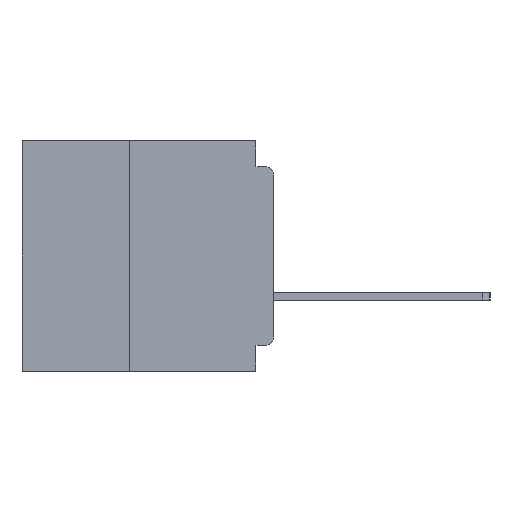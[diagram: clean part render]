
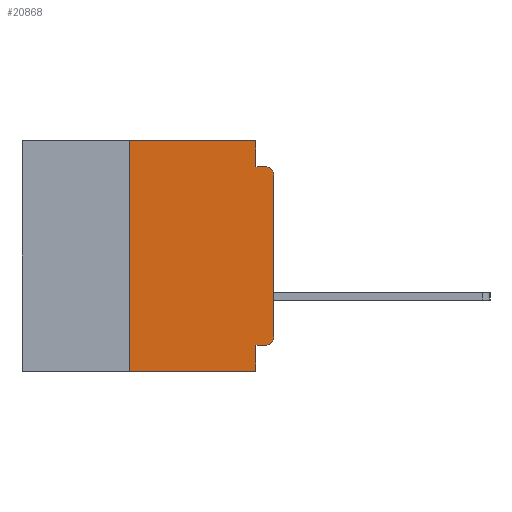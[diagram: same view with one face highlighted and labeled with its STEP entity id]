
A CAD part, left-side view. The second image highlights one B-rep face of the part: STEP entity #20868.
In plain terms, the highlighted planar face has unit normal (-1, 0, 0).
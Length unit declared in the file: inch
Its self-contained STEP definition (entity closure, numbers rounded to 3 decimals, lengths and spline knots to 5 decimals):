
#296 = ORIENTED_EDGE ( 'NONE', *, *, #34223, .T. ) ;
#411 = LINE ( 'NONE', #16295, #18750 ) ;
#750 = CARTESIAN_POINT ( 'NONE',  ( 0., 0.031, -0.4 ) ) ;
#903 = CARTESIAN_POINT ( 'NONE',  ( 0., 0.031, 0. ) ) ;
#969 = EDGE_CURVE ( 'NONE', #41852, #27299, #14357, .T. ) ;
#1255 = VECTOR ( 'NONE', #20339, 39.37008 ) ;
#1313 = AXIS2_PLACEMENT_3D ( 'NONE', #6912, #31063, #10392 ) ;
#1482 = CARTESIAN_POINT ( 'NONE',  ( 0., 0., -0.045 ) ) ;
#1682 = VECTOR ( 'NONE', #15233, 39.37008 ) ;
#2480 = CARTESIAN_POINT ( 'NONE',  ( 0., 0.031, -0.355 ) ) ;
#2672 = LINE ( 'NONE', #38824, #11857 ) ;
#3584 = VERTEX_POINT ( 'NONE', #8162 ) ;
#4800 = CARTESIAN_POINT ( 'NONE',  ( 0., 0.031, 0. ) ) ;
#5176 = VERTEX_POINT ( 'NONE', #34877 ) ;
#5512 = LINE ( 'NONE', #8227, #22783 ) ;
#6074 = VERTEX_POINT ( 'NONE', #14946 ) ;
#6499 = EDGE_LOOP ( 'NONE', ( #43297, #21247, #15895, #22380, #33761, #9455, #21854, #17023, #12180, #296 ) ) ;
#6912 = CARTESIAN_POINT ( 'NONE',  ( 0., 0.015, -0.34 ) ) ;
#7682 = DIRECTION ( 'NONE',  ( 0., 0., -1. ) ) ;
#8162 = CARTESIAN_POINT ( 'NONE',  ( 0., 0.031, -0.4 ) ) ;
#8227 = CARTESIAN_POINT ( 'NONE',  ( 0., 0.25, -0.4 ) ) ;
#8893 = VERTEX_POINT ( 'NONE', #41019 ) ;
#9455 = ORIENTED_EDGE ( 'NONE', *, *, #29261, .F. ) ;
#9712 = DIRECTION ( 'NONE',  ( 0., 0., -1. ) ) ;
#10221 = EDGE_CURVE ( 'NONE', #8893, #26115, #33706, .T. ) ;
#10392 = DIRECTION ( 'NONE',  ( 0., 0., -1. ) ) ;
#10864 = LINE ( 'NONE', #4800, #1682 ) ;
#11723 = DIRECTION ( 'NONE',  ( 0., 0., 1. ) ) ;
#11857 = VECTOR ( 'NONE', #21504, 39.37008 ) ;
#12180 = ORIENTED_EDGE ( 'NONE', *, *, #10221, .F. ) ;
#12350 = VERTEX_POINT ( 'NONE', #23050 ) ;
#12401 = DIRECTION ( 'NONE',  ( 0., 0., -1. ) ) ;
#14357 = CIRCLE ( 'NONE', #26089, 0.015 ) ;
#14946 = CARTESIAN_POINT ( 'NONE',  ( 0., 0.25, 0. ) ) ;
#15233 = DIRECTION ( 'NONE',  ( 0., 0., -1. ) ) ;
#15895 = ORIENTED_EDGE ( 'NONE', *, *, #37930, .F. ) ;
#16295 = CARTESIAN_POINT ( 'NONE',  ( 0., 0., 0. ) ) ;
#16419 = DIRECTION ( 'NONE',  ( -1., 0., 0. ) ) ;
#17023 = ORIENTED_EDGE ( 'NONE', *, *, #17689, .F. ) ;
#17689 = EDGE_CURVE ( 'NONE', #26115, #3584, #30727, .T. ) ;
#17852 = VERTEX_POINT ( 'NONE', #39615 ) ;
#18750 = VECTOR ( 'NONE', #40409, 39.37008 ) ;
#19179 = PLANE ( 'NONE',  #22716 ) ;
#20014 = EDGE_CURVE ( 'NONE', #5176, #3584, #2672, .T. ) ;
#20339 = DIRECTION ( 'NONE',  ( 0., -1., 0. ) ) ;
#20868 = ADVANCED_FACE ( 'NONE', ( #30123 ), #19179, .F. ) ;
#20927 = EDGE_CURVE ( 'NONE', #17852, #41852, #411, .T. ) ;
#21247 = ORIENTED_EDGE ( 'NONE', *, *, #969, .T. ) ;
#21504 = DIRECTION ( 'NONE',  ( 0., -1., 0. ) ) ;
#21534 = VECTOR ( 'NONE', #7682, 39.37008 ) ;
#21764 = CARTESIAN_POINT ( 'NONE',  ( 0., 0.015, -0.06 ) ) ;
#21854 = ORIENTED_EDGE ( 'NONE', *, *, #20014, .T. ) ;
#22055 = VECTOR ( 'NONE', #29085, 39.37008 ) ;
#22380 = ORIENTED_EDGE ( 'NONE', *, *, #36191, .F. ) ;
#22716 = AXIS2_PLACEMENT_3D ( 'NONE', #29578, #33082, #12401 ) ;
#22783 = VECTOR ( 'NONE', #11723, 39.37008 ) ;
#23050 = CARTESIAN_POINT ( 'NONE',  ( 0., 0.031, -0.045 ) ) ;
#23576 = EDGE_CURVE ( 'NONE', #6074, #28598, #37904, .T. ) ;
#23651 = CARTESIAN_POINT ( 'NONE',  ( 0., 0.437, 0. ) ) ;
#24481 = VECTOR ( 'NONE', #28430, 39.37008 ) ;
#26089 = AXIS2_PLACEMENT_3D ( 'NONE', #21764, #16419, #9712 ) ;
#26115 = VERTEX_POINT ( 'NONE', #2480 ) ;
#27299 = VERTEX_POINT ( 'NONE', #36309 ) ;
#28430 = DIRECTION ( 'NONE',  ( 0., 1., 0. ) ) ;
#28598 = VERTEX_POINT ( 'NONE', #903 ) ;
#29085 = DIRECTION ( 'NONE',  ( 0., -1., 0. ) ) ;
#29261 = EDGE_CURVE ( 'NONE', #5176, #6074, #5512, .T. ) ;
#29578 = CARTESIAN_POINT ( 'NONE',  ( 0., 0.437, 0. ) ) ;
#30123 = FACE_OUTER_BOUND ( 'NONE', #6499, .T. ) ;
#30727 = LINE ( 'NONE', #750, #21534 ) ;
#31063 = DIRECTION ( 'NONE',  ( -1., 0., 0. ) ) ;
#33082 = DIRECTION ( 'NONE',  ( 1., 0., 0. ) ) ;
#33706 = LINE ( 'NONE', #38630, #24481 ) ;
#33761 = ORIENTED_EDGE ( 'NONE', *, *, #23576, .F. ) ;
#34223 = EDGE_CURVE ( 'NONE', #8893, #17852, #40171, .T. ) ;
#34877 = CARTESIAN_POINT ( 'NONE',  ( 0., 0.25, -0.4 ) ) ;
#36191 = EDGE_CURVE ( 'NONE', #28598, #12350, #10864, .T. ) ;
#36309 = CARTESIAN_POINT ( 'NONE',  ( 0., 0.015, -0.045 ) ) ;
#36796 = CARTESIAN_POINT ( 'NONE',  ( 0., 0., -0.06 ) ) ;
#37904 = LINE ( 'NONE', #23651, #1255 ) ;
#37930 = EDGE_CURVE ( 'NONE', #12350, #27299, #40379, .T. ) ;
#38630 = CARTESIAN_POINT ( 'NONE',  ( 0., 0., -0.355 ) ) ;
#38824 = CARTESIAN_POINT ( 'NONE',  ( 0., 0.437, -0.4 ) ) ;
#39615 = CARTESIAN_POINT ( 'NONE',  ( 0., 0., -0.34 ) ) ;
#40171 = CIRCLE ( 'NONE', #1313, 0.015 ) ;
#40379 = LINE ( 'NONE', #1482, #22055 ) ;
#40409 = DIRECTION ( 'NONE',  ( 0., 0., 1. ) ) ;
#41019 = CARTESIAN_POINT ( 'NONE',  ( 0., 0.015, -0.355 ) ) ;
#41852 = VERTEX_POINT ( 'NONE', #36796 ) ;
#43297 = ORIENTED_EDGE ( 'NONE', *, *, #20927, .T. ) ;
